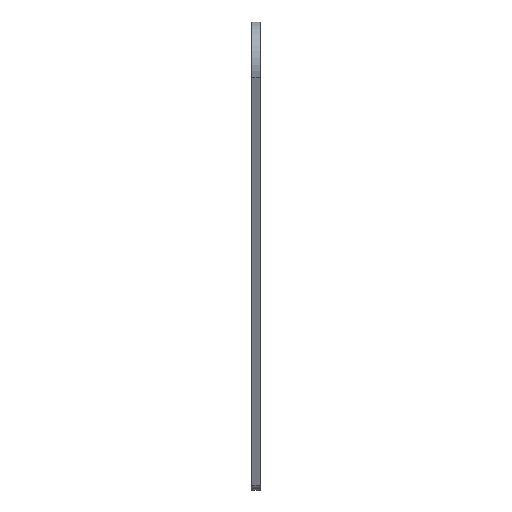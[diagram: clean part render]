
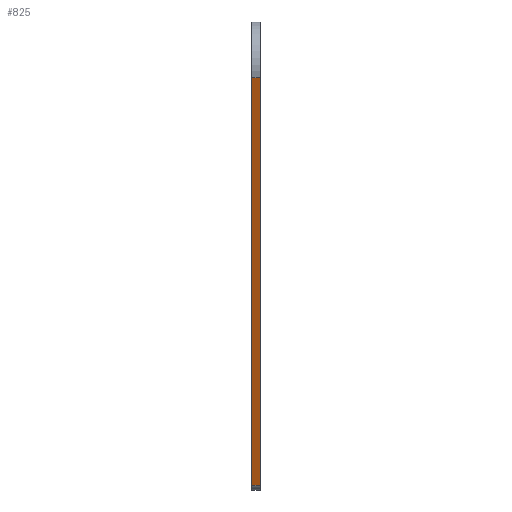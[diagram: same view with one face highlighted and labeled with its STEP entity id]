
A CAD part, top view. The second image highlights one B-rep face of the part: STEP entity #825.
In plain terms, the highlighted planar face has unit normal (0, -0.39, 0.921).
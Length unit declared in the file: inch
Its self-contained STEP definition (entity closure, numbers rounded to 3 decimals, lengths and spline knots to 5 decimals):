
#61=PLANE('',#941);
#88=FACE_OUTER_BOUND('',#166,.T.);
#166=EDGE_LOOP('',(#704,#705,#706,#707));
#192=LINE('',#1243,#252);
#209=LINE('',#1323,#269);
#226=LINE('',#1404,#286);
#227=LINE('',#1406,#287);
#252=VECTOR('',#987,39.37008);
#269=VECTOR('',#1064,39.37008);
#286=VECTOR('',#1155,39.37008);
#287=VECTOR('',#1158,39.37008);
#372=VERTEX_POINT('',#1240);
#373=VERTEX_POINT('',#1242);
#405=VERTEX_POINT('',#1320);
#406=VERTEX_POINT('',#1322);
#449=EDGE_CURVE('',#372,#373,#192,.T.);
#489=EDGE_CURVE('',#406,#405,#209,.T.);
#530=EDGE_CURVE('',#405,#373,#226,.T.);
#531=EDGE_CURVE('',#372,#406,#227,.F.);
#704=ORIENTED_EDGE('',*,*,#449,.F.);
#705=ORIENTED_EDGE('',*,*,#531,.T.);
#706=ORIENTED_EDGE('',*,*,#489,.T.);
#707=ORIENTED_EDGE('',*,*,#530,.T.);
#825=ADVANCED_FACE('',(#88),#61,.T.);
#941=AXIS2_PLACEMENT_3D('',#1405,#1156,#1157);
#987=DIRECTION('',(0.,0.921,0.39));
#1064=DIRECTION('',(0.,0.921,0.39));
#1155=DIRECTION('',(-1.,0.,0.));
#1156=DIRECTION('center_axis',(0.,-0.39,0.921));
#1157=DIRECTION('ref_axis',(0.,-0.921,-0.39));
#1158=DIRECTION('',(-1.,0.,0.));
#1240=CARTESIAN_POINT('',(0.,-15.49072,2.81457));
#1242=CARTESIAN_POINT('',(0.,-2.88068,8.1516));
#1243=CARTESIAN_POINT('',(0.,-4.35079,7.5294));
#1320=CARTESIAN_POINT('',(0.25,-2.88068,8.1516));
#1322=CARTESIAN_POINT('',(0.25,-15.49072,2.81457));
#1323=CARTESIAN_POINT('',(0.25,-4.35079,7.5294));
#1404=CARTESIAN_POINT('',(0.25,-2.88068,8.1516));
#1405=CARTESIAN_POINT('Origin',(0.25,-4.35079,7.5294));
#1406=CARTESIAN_POINT('',(0.25,-15.49072,2.81457));
